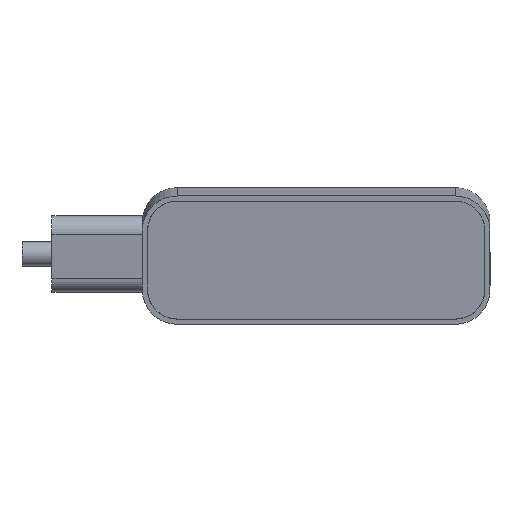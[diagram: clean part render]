
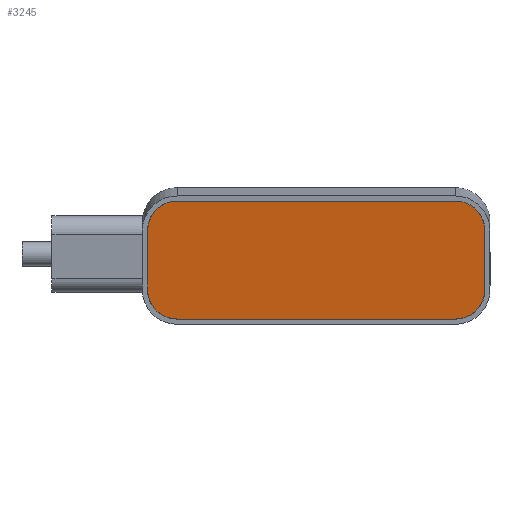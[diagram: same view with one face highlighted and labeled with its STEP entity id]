
A CAD part, front view. The second image highlights one B-rep face of the part: STEP entity #3245.
In plain terms, the highlighted face is planar.
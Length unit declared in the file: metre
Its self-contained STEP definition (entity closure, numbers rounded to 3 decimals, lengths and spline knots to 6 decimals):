
#3245=ADVANCED_FACE('0:8094',(#6973),#6974,.F.);
#6973=FACE_OUTER_BOUND('',#12247,.T.);
#6974=PLANE('',#12248);
#12247=EDGE_LOOP('',(#22132,#22133,#22134,#22135,#22136,#22137,#22138,#22139));
#12248=AXIS2_PLACEMENT_3D('',#22140,#22141,#22142);
#22132=ORIENTED_EDGE('',*,*,#30755,.T.);
#22133=ORIENTED_EDGE('',*,*,#30756,.F.);
#22134=ORIENTED_EDGE('',*,*,#30757,.T.);
#22135=ORIENTED_EDGE('',*,*,#30758,.F.);
#22136=ORIENTED_EDGE('',*,*,#30759,.T.);
#22137=ORIENTED_EDGE('',*,*,#30760,.F.);
#22138=ORIENTED_EDGE('',*,*,#30750,.T.);
#22139=ORIENTED_EDGE('',*,*,#30761,.F.);
#22140=CARTESIAN_POINT('',(-0.05,0.025,0.00005));
#22141=DIRECTION('',(0.0,0.0,1.0));
#22142=DIRECTION('',(1.0,-0.0,0.0));
#30750=EDGE_CURVE('0:8121',#37095,#37096,#37097,.T.);
#30755=EDGE_CURVE('0:8133',#37104,#37105,#37106,.T.);
#30756=EDGE_CURVE('0:8136',#37107,#37105,#37108,.T.);
#30757=EDGE_CURVE('0:8139',#37107,#37109,#37110,.T.);
#30758=EDGE_CURVE('0:8142',#37111,#37109,#37112,.T.);
#30759=EDGE_CURVE('0:8145',#37111,#37113,#37114,.T.);
#30760=EDGE_CURVE('0:8148',#37095,#37113,#37115,.T.);
#30761=EDGE_CURVE('0:8151',#37104,#37096,#37116,.T.);
#37095=VERTEX_POINT('NONE',#52362);
#37096=VERTEX_POINT('NONE',#52363);
#37097=LINE('',#52364,#52365);
#37104=VERTEX_POINT('NONE',#52375);
#37105=VERTEX_POINT('NONE',#52376);
#37106=LINE('',#52377,#52378);
#37107=VERTEX_POINT('NONE',#52379);
#37108=CIRCLE('',#52380,0.006775);
#37109=VERTEX_POINT('NONE',#52381);
#37110=LINE('',#52382,#52383);
#37111=VERTEX_POINT('NONE',#52384);
#37112=CIRCLE('',#52385,0.006775);
#37113=VERTEX_POINT('NONE',#52386);
#37114=LINE('',#52387,#52388);
#37115=CIRCLE('',#52389,0.006775);
#37116=CIRCLE('',#52390,0.006775);
#52362=CARTESIAN_POINT('',(0.032,-0.013775,0.00005));
#52363=CARTESIAN_POINT('',(-0.032,-0.013775,0.00005));
#52364=CARTESIAN_POINT('',(-0.032,-0.013775,0.00005));
#52365=VECTOR('',#58970,1.0);
#52375=CARTESIAN_POINT('',(-0.038775,-0.007,0.00005));
#52376=CARTESIAN_POINT('',(-0.038775,0.007,0.00005));
#52377=CARTESIAN_POINT('',(-0.038775,0.007,0.00005));
#52378=VECTOR('',#58974,1.0);
#52379=CARTESIAN_POINT('',(-0.032,0.013775,0.00005));
#52380=AXIS2_PLACEMENT_3D('',#58975,#58976,#58977);
#52381=CARTESIAN_POINT('',(0.032,0.013775,0.00005));
#52382=CARTESIAN_POINT('',(0.032,0.013775,0.00005));
#52383=VECTOR('',#58978,1.0);
#52384=CARTESIAN_POINT('',(0.038775,0.007,0.00005));
#52385=AXIS2_PLACEMENT_3D('',#58979,#58980,#58981);
#52386=CARTESIAN_POINT('',(0.038775,-0.007,0.00005));
#52387=CARTESIAN_POINT('',(0.038775,-0.007,0.00005));
#52388=VECTOR('',#58982,1.0);
#52389=AXIS2_PLACEMENT_3D('',#58983,#58984,#58985);
#52390=AXIS2_PLACEMENT_3D('',#58986,#58987,#58988);
#58970=DIRECTION('',(-1.0,0.0,0.0));
#58974=DIRECTION('',(0.0,1.0,0.0));
#58975=CARTESIAN_POINT('',(-0.032,0.007,0.00005));
#58976=DIRECTION('',(0.0,0.0,1.0));
#58977=DIRECTION('',(-1.0,0.0,0.0));
#58978=DIRECTION('',(1.0,0.0,0.0));
#58979=CARTESIAN_POINT('',(0.032,0.007,0.00005));
#58980=DIRECTION('',(0.0,0.0,1.0));
#58981=DIRECTION('',(-1.0,0.0,0.0));
#58982=DIRECTION('',(0.0,-1.0,0.0));
#58983=CARTESIAN_POINT('',(0.032,-0.007,0.00005));
#58984=DIRECTION('',(0.0,0.0,1.0));
#58985=DIRECTION('',(-1.0,0.0,0.0));
#58986=CARTESIAN_POINT('',(-0.032,-0.007,0.00005));
#58987=DIRECTION('',(0.0,0.0,1.0));
#58988=DIRECTION('',(-1.0,0.0,0.0));
